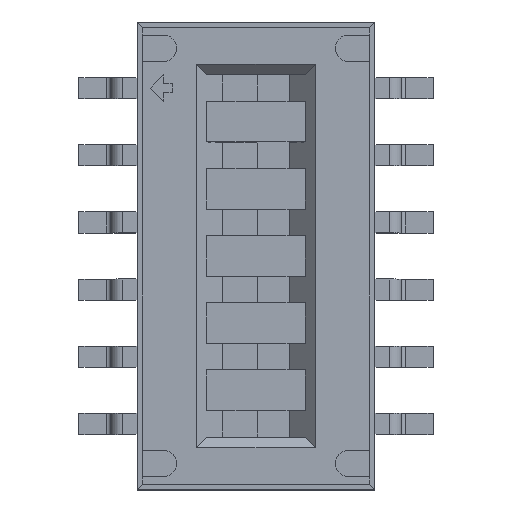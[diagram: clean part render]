
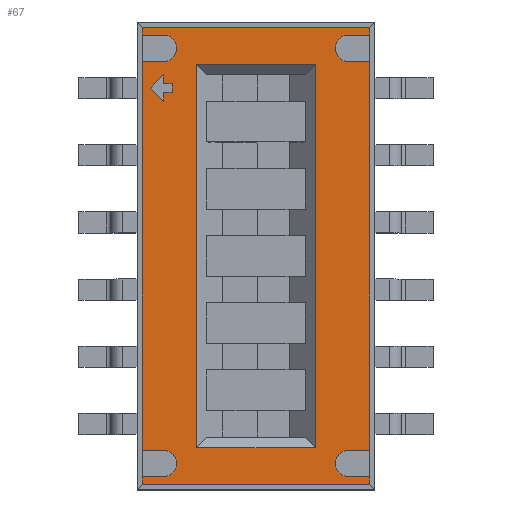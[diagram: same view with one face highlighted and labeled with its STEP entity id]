
A CAD part, top view. The second image highlights one B-rep face of the part: STEP entity #67.
In plain terms, the highlighted planar face has unit normal (0, 0, 1).
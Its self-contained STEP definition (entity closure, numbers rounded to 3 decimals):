
#13=DIRECTION('',(0.,0.,1.));
#22=VERTEX_POINT('',#23);
#23=CARTESIAN_POINT('',(-1.125,3.625,1.55));
#29=ORIENTED_EDGE('',*,*,#30,.T.);
#30=EDGE_CURVE('',#22,#31,#33,.T.);
#31=VERTEX_POINT('',#32);
#32=CARTESIAN_POINT('',(-1.125,-3.625,1.55));
#33=LINE('',#23,#34);
#34=VECTOR('',#35,1.);
#35=DIRECTION('',(0.,-1.,0.));
#46=DIRECTION('',(-1.,0.,0.));
#52=VERTEX_POINT('',#53);
#53=CARTESIAN_POINT('',(1.125,3.625,1.55));
#60=VECTOR('',#46,1.);
#62=EDGE_CURVE('',#52,#22,#63,.T.);
#63=LINE('',#53,#60);
#66=DIRECTION('',(0.,1.,0.));
#67=ADVANCED_FACE('',(#68,#187,#198),#245,.F.);
#68=FACE_BOUND('',#69,.F.);
#69=EDGE_LOOP('',(#70,#78,#85,#91,#97,#104,#109,#113,#119,#126,#131,#134,#139,#143,#151,#160,#167,#171,#177,#184));
#70=ORIENTED_EDGE('',*,*,#71,.F.);
#71=EDGE_CURVE('',#72,#74,#76,.T.);
#72=VERTEX_POINT('',#73);
#73=CARTESIAN_POINT('',(2.15,-4.325,1.55));
#74=VERTEX_POINT('',#75);
#75=CARTESIAN_POINT('',(2.15,-4.175,1.55));
#76=LINE('',#73,#77);
#77=VECTOR('',#66,1.);
#78=ORIENTED_EDGE('',*,*,#79,.F.);
#79=EDGE_CURVE('',#80,#72,#82,.T.);
#80=VERTEX_POINT('',#81);
#81=CARTESIAN_POINT('',(-2.15,-4.325,1.55));
#82=LINE('',#81,#83);
#83=VECTOR('',#84,1.);
#84=DIRECTION('',(1.,0.,0.));
#85=ORIENTED_EDGE('',*,*,#86,.F.);
#86=EDGE_CURVE('',#87,#80,#89,.T.);
#87=VERTEX_POINT('',#88);
#88=CARTESIAN_POINT('',(-2.15,-4.175,1.55));
#89=LINE('',#90,#34);
#90=CARTESIAN_POINT('',(-2.15,4.325,1.55));
#91=ORIENTED_EDGE('',*,*,#92,.T.);
#92=EDGE_CURVE('',#87,#93,#95,.T.);
#93=VERTEX_POINT('',#94);
#94=CARTESIAN_POINT('',(-1.75,-4.175,1.55));
#95=LINE('',#96,#83);
#96=CARTESIAN_POINT('',(-2.25,-4.175,1.55));
#97=ORIENTED_EDGE('',*,*,#98,.T.);
#98=EDGE_CURVE('',#93,#99,#101,.T.);
#99=VERTEX_POINT('',#100);
#100=CARTESIAN_POINT('',(-1.75,-3.675,1.55));
#101=CIRCLE('',#102,0.25);
#102=AXIS2_PLACEMENT_3D('',#103,#13,#66);
#103=CARTESIAN_POINT('',(-1.75,-3.925,1.55));
#104=ORIENTED_EDGE('',*,*,#105,.T.);
#105=EDGE_CURVE('',#99,#106,#108,.T.);
#106=VERTEX_POINT('',#107);
#107=CARTESIAN_POINT('',(-2.15,-3.675,1.55));
#108=LINE('',#100,#60);
#109=ORIENTED_EDGE('',*,*,#110,.F.);
#110=EDGE_CURVE('',#111,#106,#89,.T.);
#111=VERTEX_POINT('',#112);
#112=CARTESIAN_POINT('',(-2.15,3.675,1.55));
#113=ORIENTED_EDGE('',*,*,#114,.T.);
#114=EDGE_CURVE('',#111,#115,#117,.T.);
#115=VERTEX_POINT('',#116);
#116=CARTESIAN_POINT('',(-1.75,3.675,1.55));
#117=LINE('',#118,#83);
#118=CARTESIAN_POINT('',(-2.25,3.675,1.55));
#119=ORIENTED_EDGE('',*,*,#120,.T.);
#120=EDGE_CURVE('',#115,#121,#123,.T.);
#121=VERTEX_POINT('',#122);
#122=CARTESIAN_POINT('',(-1.75,4.175,1.55));
#123=CIRCLE('',#124,0.25);
#124=AXIS2_PLACEMENT_3D('',#125,#13,#66);
#125=CARTESIAN_POINT('',(-1.75,3.925,1.55));
#126=ORIENTED_EDGE('',*,*,#127,.T.);
#127=EDGE_CURVE('',#121,#128,#130,.T.);
#128=VERTEX_POINT('',#129);
#129=CARTESIAN_POINT('',(-2.15,4.175,1.55));
#130=LINE('',#122,#60);
#131=ORIENTED_EDGE('',*,*,#132,.F.);
#132=EDGE_CURVE('',#133,#128,#89,.T.);
#133=VERTEX_POINT('',#90);
#134=ORIENTED_EDGE('',*,*,#135,.F.);
#135=EDGE_CURVE('',#136,#133,#138,.T.);
#136=VERTEX_POINT('',#137);
#137=CARTESIAN_POINT('',(2.15,4.325,1.55));
#138=LINE('',#137,#60);
#139=ORIENTED_EDGE('',*,*,#140,.F.);
#140=EDGE_CURVE('',#141,#136,#76,.T.);
#141=VERTEX_POINT('',#142);
#142=CARTESIAN_POINT('',(2.15,4.175,1.55));
#143=ORIENTED_EDGE('',*,*,#144,.T.);
#144=EDGE_CURVE('',#141,#145,#147,.T.);
#145=VERTEX_POINT('',#146);
#146=CARTESIAN_POINT('',(1.75,4.175,1.55));
#147=LINE('',#148,#149);
#148=CARTESIAN_POINT('',(2.25,4.175,1.55));
#149=VECTOR('',#150,1.);
#150=DIRECTION('',(-1.,0.,0.));
#151=ORIENTED_EDGE('',*,*,#152,.T.);
#152=EDGE_CURVE('',#145,#153,#155,.T.);
#153=VERTEX_POINT('',#154);
#154=CARTESIAN_POINT('',(1.75,3.675,1.55));
#155=CIRCLE('',#156,0.25);
#156=AXIS2_PLACEMENT_3D('',#157,#158,#159);
#157=CARTESIAN_POINT('',(1.75,3.925,1.55));
#158=DIRECTION('',(0.,0.,1.));
#159=DIRECTION('',(0.,-1.,0.));
#160=ORIENTED_EDGE('',*,*,#161,.T.);
#161=EDGE_CURVE('',#153,#162,#164,.T.);
#162=VERTEX_POINT('',#163);
#163=CARTESIAN_POINT('',(2.15,3.675,1.55));
#164=LINE('',#154,#165);
#165=VECTOR('',#166,1.);
#166=DIRECTION('',(1.,0.,0.));
#167=ORIENTED_EDGE('',*,*,#168,.F.);
#168=EDGE_CURVE('',#169,#162,#76,.T.);
#169=VERTEX_POINT('',#170);
#170=CARTESIAN_POINT('',(2.15,-3.675,1.55));
#171=ORIENTED_EDGE('',*,*,#172,.T.);
#172=EDGE_CURVE('',#169,#173,#175,.T.);
#173=VERTEX_POINT('',#174);
#174=CARTESIAN_POINT('',(1.75,-3.675,1.55));
#175=LINE('',#176,#149);
#176=CARTESIAN_POINT('',(2.25,-3.675,1.55));
#177=ORIENTED_EDGE('',*,*,#178,.T.);
#178=EDGE_CURVE('',#173,#179,#181,.T.);
#179=VERTEX_POINT('',#180);
#180=CARTESIAN_POINT('',(1.75,-4.175,1.55));
#181=CIRCLE('',#182,0.25);
#182=AXIS2_PLACEMENT_3D('',#183,#158,#159);
#183=CARTESIAN_POINT('',(1.75,-3.925,1.55));
#184=ORIENTED_EDGE('',*,*,#185,.T.);
#185=EDGE_CURVE('',#179,#74,#186,.T.);
#186=LINE('',#180,#165);
#187=FACE_BOUND('',#188,.F.);
#188=EDGE_LOOP('',(#189,#29,#190,#195));
#189=ORIENTED_EDGE('',*,*,#62,.T.);
#190=ORIENTED_EDGE('',*,*,#191,.T.);
#191=EDGE_CURVE('',#31,#192,#194,.T.);
#192=VERTEX_POINT('',#193);
#193=CARTESIAN_POINT('',(1.125,-3.625,1.55));
#194=LINE('',#32,#83);
#195=ORIENTED_EDGE('',*,*,#196,.T.);
#196=EDGE_CURVE('',#192,#52,#197,.T.);
#197=LINE('',#193,#77);
#198=FACE_BOUND('',#199,.F.);
#199=EDGE_LOOP('',(#200,#209,#216,#223,#228,#235,#242));
#200=ORIENTED_EDGE('',*,*,#201,.T.);
#201=EDGE_CURVE('',#202,#204,#206,.T.);
#202=VERTEX_POINT('',#203);
#203=CARTESIAN_POINT('',(-1.75,3.092,1.55));
#204=VERTEX_POINT('',#205);
#205=CARTESIAN_POINT('',(-1.583,3.092,1.55));
#206=LINE('',#203,#207);
#207=VECTOR('',#208,1.);
#208=DIRECTION('',(1.,0.,0.));
#209=ORIENTED_EDGE('',*,*,#210,.T.);
#210=EDGE_CURVE('',#204,#211,#213,.T.);
#211=VERTEX_POINT('',#212);
#212=CARTESIAN_POINT('',(-1.583,3.258,1.55));
#213=LINE('',#205,#214);
#214=VECTOR('',#215,1.);
#215=DIRECTION('',(0.,1.,0.));
#216=ORIENTED_EDGE('',*,*,#217,.T.);
#217=EDGE_CURVE('',#211,#218,#220,.T.);
#218=VERTEX_POINT('',#219);
#219=CARTESIAN_POINT('',(-1.75,3.258,1.55));
#220=LINE('',#212,#221);
#221=VECTOR('',#222,1.);
#222=DIRECTION('',(-1.,0.,0.));
#223=ORIENTED_EDGE('',*,*,#224,.T.);
#224=EDGE_CURVE('',#218,#225,#227,.T.);
#225=VERTEX_POINT('',#226);
#226=CARTESIAN_POINT('',(-1.75,3.425,1.55));
#227=LINE('',#219,#214);
#228=ORIENTED_EDGE('',*,*,#229,.T.);
#229=EDGE_CURVE('',#225,#230,#232,.T.);
#230=VERTEX_POINT('',#231);
#231=CARTESIAN_POINT('',(-2.,3.175,1.55));
#232=LINE('',#226,#233);
#233=VECTOR('',#234,1.);
#234=DIRECTION('',(-0.707,-0.707,0.));
#235=ORIENTED_EDGE('',*,*,#236,.T.);
#236=EDGE_CURVE('',#230,#237,#239,.T.);
#237=VERTEX_POINT('',#238);
#238=CARTESIAN_POINT('',(-1.75,2.925,1.55));
#239=LINE('',#231,#240);
#240=VECTOR('',#241,1.);
#241=DIRECTION('',(0.707,-0.707,0.));
#242=ORIENTED_EDGE('',*,*,#243,.T.);
#243=EDGE_CURVE('',#237,#202,#244,.T.);
#244=LINE('',#238,#214);
#245=PLANE('',#246);
#246=AXIS2_PLACEMENT_3D('',#73,#247,#248);
#247=DIRECTION('',(0.,0.,-1.));
#248=DIRECTION('',(-0.445,0.895,0.));
